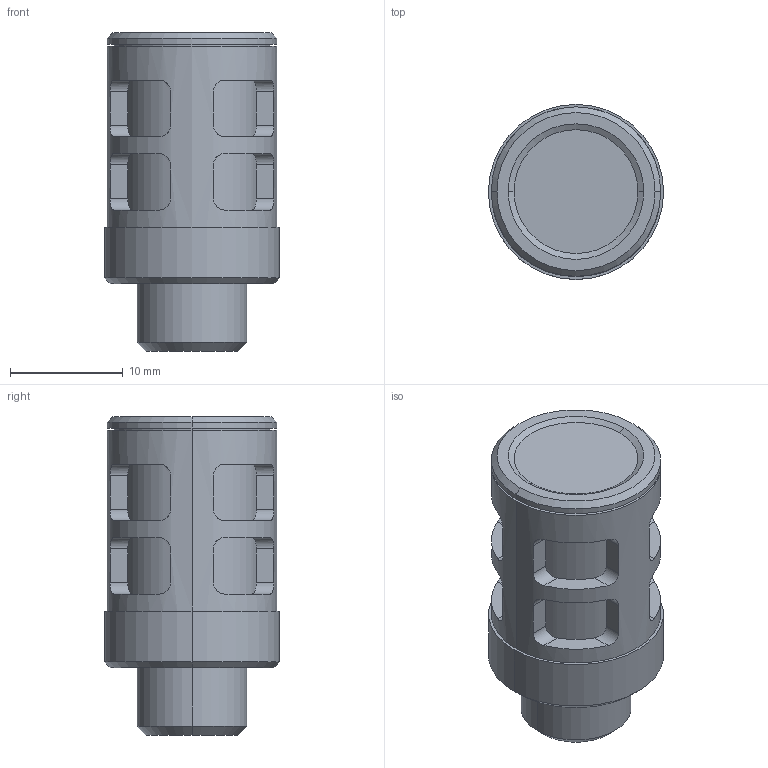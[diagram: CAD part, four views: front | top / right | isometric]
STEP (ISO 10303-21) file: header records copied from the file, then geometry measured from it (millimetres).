
FILE_DESCRIPTION(/* description */ ('AP214 STEP file'),/* implementation_level */ '1');
FILE_NAME(/* name */ 'SR01',/* time_stamp */ '2009-05-08T13:23:48+09:00',/* author */ (''),/* organization */ (''),/* preprocessor_version */ '',/* originating_system */ 'Unigraphics',/* authorisation */ '');
FILE_SCHEMA (('AUTOMOTIVE_DESIGN'));
Length unit declared in the file: millimetre
Products named in the file (1): SR01
Bounding box: 15.5 x 15.5 x 28.2 mm (x, y, z)
Volume: 3977.3 mm3; surface area: 1797.7 mm2
Topology: 1 solids, 1 shells, 97 faces, 240 edges, 158 vertices
Faces by surface type: cylinder 50, plane 39, cone 8
Entity records: 3028 total; most frequent: CARTESIAN_POINT 752, ORIENTED_EDGE 480, DIRECTION 434, EDGE_CURVE 240, AXIS2_PLACEMENT_3D 160, VERTEX_POINT 158, VECTOR 114, LINE 114
